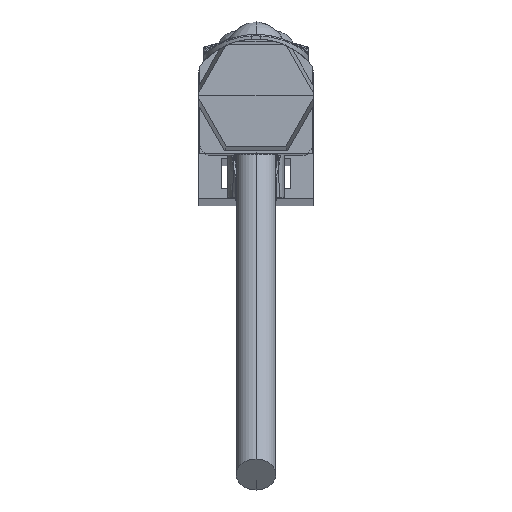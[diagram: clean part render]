
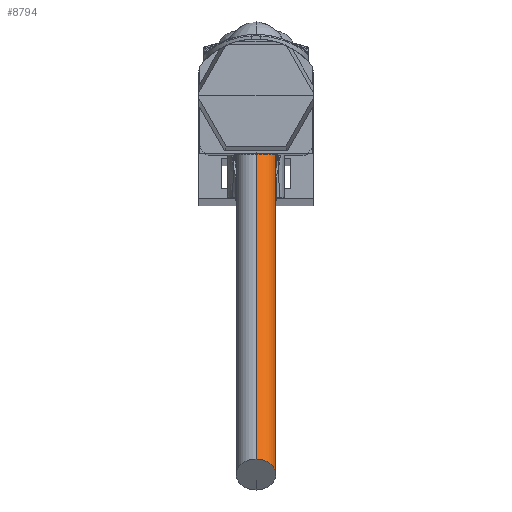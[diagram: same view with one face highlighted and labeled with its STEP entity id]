
A CAD part, top view. The second image highlights one B-rep face of the part: STEP entity #8794.
In plain terms, the highlighted cylindrical face has radius 2.075 mm (diameter 4.15 mm), a partial arc.
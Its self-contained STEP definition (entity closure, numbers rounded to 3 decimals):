
#8668=CARTESIAN_POINT('',(0.,-1.63,19.646));
#8669=DIRECTION('',(0.,-0.623,0.783));
#8670=DIRECTION('',(0.,-0.783,-0.623));
#8671=AXIS2_PLACEMENT_3D('',#8668,#8669,#8670);
#8673=DIRECTION('',(0.,-0.623,0.783));
#8674=VECTOR('',#8673,61.492);
#8675=CARTESIAN_POINT('',(0.,-3.254,18.354));
#8676=LINE('',#8675,#8674);
#8682=DIRECTION('',(0.,-0.623,0.783));
#8683=VECTOR('',#8682,61.492);
#8684=CARTESIAN_POINT('',(0.,-0.007,20.938));
#8685=LINE('',#8684,#8683);
#8686=CARTESIAN_POINT('',(0.,-39.91,67.77));
#8687=DIRECTION('',(0.,-0.623,0.783));
#8688=DIRECTION('',(0.,-0.783,-0.623));
#8689=AXIS2_PLACEMENT_3D('',#8686,#8687,#8688);
#8704=CARTESIAN_POINT('',(0.,-3.254,18.354));
#8705=CARTESIAN_POINT('',(0.,-0.007,20.938));
#8706=VERTEX_POINT('',#8704);
#8707=VERTEX_POINT('',#8705);
#8708=CARTESIAN_POINT('',(0.,-41.534,66.478));
#8709=CARTESIAN_POINT('',(0.,-38.286,69.061));
#8710=VERTEX_POINT('',#8708);
#8711=VERTEX_POINT('',#8709);
#8780=CARTESIAN_POINT('',(0.,-1.63,19.646));
#8781=DIRECTION('',(0.,-0.623,0.783));
#8782=DIRECTION('',(0.,-0.783,-0.623));
#8783=AXIS2_PLACEMENT_3D('',#8780,#8781,#8782);
#8784=CYLINDRICAL_SURFACE('',#8783,2.075);
#8785=ORIENTED_EDGE('',*,*,#8774,.F.);
#8787=ORIENTED_EDGE('',*,*,#8786,.T.);
#8789=ORIENTED_EDGE('',*,*,#8788,.T.);
#8791=ORIENTED_EDGE('',*,*,#8790,.F.);
#8792=EDGE_LOOP('',(#8785,#8787,#8789,#8791));
#8793=FACE_OUTER_BOUND('',#8792,.F.);
#8794=ADVANCED_FACE('',(#8793),#8784,.T.);
#8672=CIRCLE('',#8671,2.075);
#8690=CIRCLE('',#8689,2.075);
#8774=EDGE_CURVE('',#8706,#8707,#8672,.T.);
#8786=EDGE_CURVE('',#8706,#8710,#8676,.T.);
#8788=EDGE_CURVE('',#8710,#8711,#8690,.T.);
#8790=EDGE_CURVE('',#8707,#8711,#8685,.T.);
